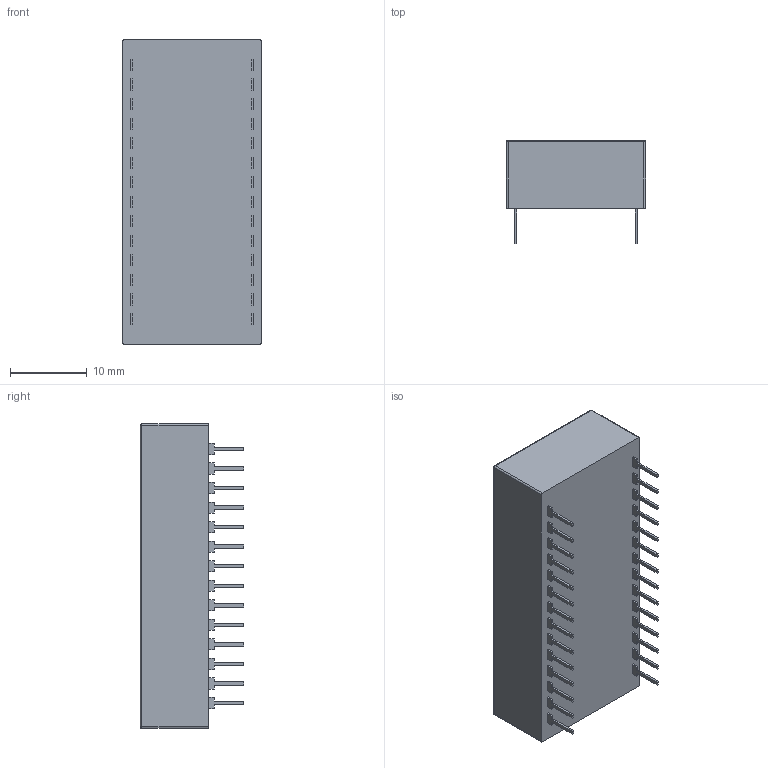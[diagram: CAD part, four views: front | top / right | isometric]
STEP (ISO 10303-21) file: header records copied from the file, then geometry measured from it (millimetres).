
FILE_DESCRIPTION (( 'STEP AP214' ), '1' );
FILE_NAME ('M48Z35Y-70PC1.STEP', '2023-03-27T09:22:18', ( '' ), ( '' ), 'SwSTEP 2.0', 'SolidWorks 2021', '' );
FILE_SCHEMA (( 'AUTOMOTIVE_DESIGN' ));
Length unit declared in the file: millimetre
Products named in the file (1): M48Z35Y-70PC1
Bounding box: 18.09 x 13.46 x 39.62 mm (x, y, z)
Volume: 6388 mm3; surface area: 2692.7 mm2
Topology: 29 solids, 29 shells, 302 faces, 724 edges, 476 vertices
Faces by surface type: plane 287, cylinder 11, sphere 4
Entity records: 8840 total; most frequent: CARTESIAN_POINT 1509, ORIENTED_EDGE 1440, DIRECTION 1344, EDGE_CURVE 720, VECTOR 698, LINE 698, VERTEX_POINT 476, AXIS2_PLACEMENT_3D 323
